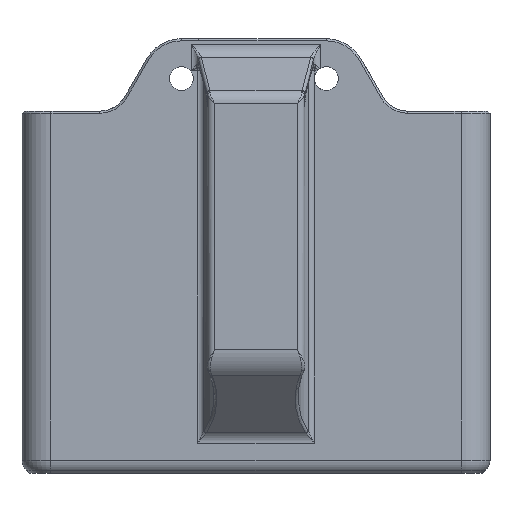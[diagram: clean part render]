
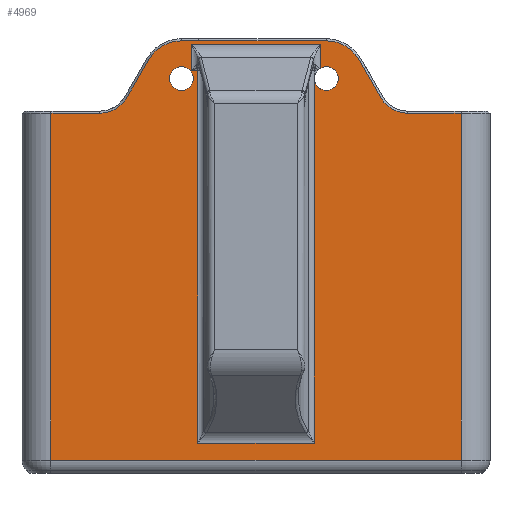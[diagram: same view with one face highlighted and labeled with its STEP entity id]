
A CAD part, front view. The second image highlights one B-rep face of the part: STEP entity #4969.
In plain terms, the highlighted planar face has unit normal (0, -1, 0).
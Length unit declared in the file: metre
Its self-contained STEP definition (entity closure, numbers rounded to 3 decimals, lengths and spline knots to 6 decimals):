
#253=CIRCLE('',#5336,0.0052);
#254=CIRCLE('',#5337,0.0043);
#255=CIRCLE('',#5338,0.0043);
#256=CIRCLE('',#5339,0.0052);
#257=CIRCLE('',#5340,0.00165);
#258=CIRCLE('',#5341,0.00165);
#700=ORIENTED_EDGE('',*,*,#2252,.T.);
#701=ORIENTED_EDGE('',*,*,#2253,.T.);
#702=ORIENTED_EDGE('',*,*,#2254,.T.);
#703=ORIENTED_EDGE('',*,*,#2255,.T.);
#704=ORIENTED_EDGE('',*,*,#2256,.T.);
#705=ORIENTED_EDGE('',*,*,#2257,.T.);
#706=ORIENTED_EDGE('',*,*,#2258,.T.);
#707=ORIENTED_EDGE('',*,*,#2259,.T.);
#708=ORIENTED_EDGE('',*,*,#2260,.T.);
#709=ORIENTED_EDGE('',*,*,#2261,.T.);
#710=ORIENTED_EDGE('',*,*,#2262,.T.);
#711=ORIENTED_EDGE('',*,*,#2263,.T.);
#712=ORIENTED_EDGE('',*,*,#2264,.T.);
#713=ORIENTED_EDGE('',*,*,#2265,.T.);
#714=ORIENTED_EDGE('',*,*,#2266,.F.);
#715=ORIENTED_EDGE('',*,*,#2267,.T.);
#716=ORIENTED_EDGE('',*,*,#2268,.T.);
#717=ORIENTED_EDGE('',*,*,#2269,.F.);
#718=ORIENTED_EDGE('',*,*,#2270,.T.);
#719=ORIENTED_EDGE('',*,*,#2271,.T.);
#720=ORIENTED_EDGE('',*,*,#2272,.T.);
#721=ORIENTED_EDGE('',*,*,#2273,.T.);
#722=ORIENTED_EDGE('',*,*,#2274,.T.);
#2252=EDGE_CURVE('',#3028,#3029,#253,.F.);
#2253=EDGE_CURVE('',#3029,#3030,#3457,.T.);
#2254=EDGE_CURVE('',#3030,#3031,#3458,.T.);
#2255=EDGE_CURVE('',#3031,#3032,#254,.T.);
#2256=EDGE_CURVE('',#3032,#3033,#3459,.T.);
#2257=EDGE_CURVE('',#3033,#3034,#3460,.F.);
#2258=EDGE_CURVE('',#3034,#3035,#3461,.T.);
#2259=EDGE_CURVE('',#3035,#3036,#3462,.T.);
#2260=EDGE_CURVE('',#3036,#3037,#3463,.T.);
#2261=EDGE_CURVE('',#3037,#3038,#255,.T.);
#2262=EDGE_CURVE('',#3038,#3039,#3464,.T.);
#2263=EDGE_CURVE('',#3039,#3040,#256,.F.);
#2264=EDGE_CURVE('',#3040,#3041,#3465,.T.);
#2265=EDGE_CURVE('',#3041,#3028,#3466,.T.);
#2266=EDGE_CURVE('',#3042,#3042,#257,.T.);
#2267=EDGE_CURVE('',#3043,#3044,#3467,.T.);
#2268=EDGE_CURVE('',#3044,#3045,#3468,.T.);
#2269=EDGE_CURVE('',#3046,#3045,#258,.T.);
#2270=EDGE_CURVE('',#3046,#3047,#3469,.F.);
#2271=EDGE_CURVE('',#3047,#3048,#3470,.F.);
#2272=EDGE_CURVE('',#3048,#3049,#3471,.T.);
#2273=EDGE_CURVE('',#3049,#3050,#3472,.T.);
#2274=EDGE_CURVE('',#3050,#3043,#3473,.T.);
#3028=VERTEX_POINT('',#7465);
#3029=VERTEX_POINT('',#7466);
#3030=VERTEX_POINT('',#7468);
#3031=VERTEX_POINT('',#7470);
#3032=VERTEX_POINT('',#7472);
#3033=VERTEX_POINT('',#7474);
#3034=VERTEX_POINT('',#7476);
#3035=VERTEX_POINT('',#7478);
#3036=VERTEX_POINT('',#7480);
#3037=VERTEX_POINT('',#7482);
#3038=VERTEX_POINT('',#7484);
#3039=VERTEX_POINT('',#7486);
#3040=VERTEX_POINT('',#7488);
#3041=VERTEX_POINT('',#7490);
#3042=VERTEX_POINT('',#7493);
#3043=VERTEX_POINT('',#7495);
#3044=VERTEX_POINT('',#7496);
#3045=VERTEX_POINT('',#7498);
#3046=VERTEX_POINT('',#7500);
#3047=VERTEX_POINT('',#7502);
#3048=VERTEX_POINT('',#7504);
#3049=VERTEX_POINT('',#7506);
#3050=VERTEX_POINT('',#7508);
#3457=LINE('',#7467,#3820);
#3458=LINE('',#7469,#3821);
#3459=LINE('',#7473,#3822);
#3460=LINE('',#7475,#3823);
#3461=LINE('',#7477,#3824);
#3462=LINE('',#7479,#3825);
#3463=LINE('',#7481,#3826);
#3464=LINE('',#7485,#3827);
#3465=LINE('',#7489,#3828);
#3466=LINE('',#7491,#3829);
#3467=LINE('',#7494,#3830);
#3468=LINE('',#7497,#3831);
#3469=LINE('',#7501,#3832);
#3470=LINE('',#7503,#3833);
#3471=LINE('',#7505,#3834);
#3472=LINE('',#7507,#3835);
#3473=LINE('',#7509,#3836);
#3820=VECTOR('',#5927,1.);
#3821=VECTOR('',#5928,1.);
#3822=VECTOR('',#5931,1.);
#3823=VECTOR('',#5932,1.);
#3824=VECTOR('',#5933,1.);
#3825=VECTOR('',#5934,1.);
#3826=VECTOR('',#5935,1.);
#3827=VECTOR('',#5938,1.);
#3828=VECTOR('',#5941,1.);
#3829=VECTOR('',#5942,1.);
#3830=VECTOR('',#5945,1.);
#3831=VECTOR('',#5946,1.);
#3832=VECTOR('',#5949,1.);
#3833=VECTOR('',#5950,1.);
#3834=VECTOR('',#5951,1.);
#3835=VECTOR('',#5952,1.);
#3836=VECTOR('',#5953,1.);
#4170=EDGE_LOOP('',(#700,#701,#702,#703,#704,#705,#706,#707,#708,#709,#710,
#711,#712,#713));
#4171=EDGE_LOOP('',(#714));
#4172=EDGE_LOOP('',(#715,#716,#717,#718,#719,#720,#721,#722));
#4518=FACE_BOUND('',#4170,.T.);
#4519=FACE_BOUND('',#4171,.T.);
#4520=FACE_BOUND('',#4172,.T.);
#4863=PLANE('',#5335);
#4969=ADVANCED_FACE('',(#4518,#4519,#4520),#4863,.F.);
#5335=AXIS2_PLACEMENT_3D('',#7463,#5923,#5924);
#5336=AXIS2_PLACEMENT_3D('',#7464,#5925,#5926);
#5337=AXIS2_PLACEMENT_3D('',#7471,#5929,#5930);
#5338=AXIS2_PLACEMENT_3D('',#7483,#5936,#5937);
#5339=AXIS2_PLACEMENT_3D('',#7487,#5939,#5940);
#5340=AXIS2_PLACEMENT_3D('',#7492,#5943,#5944);
#5341=AXIS2_PLACEMENT_3D('',#7499,#5947,#5948);
#5923=DIRECTION('',(0.,1.,0.));
#5924=DIRECTION('',(-1.,0.,0.));
#5925=DIRECTION('',(0.,1.,0.));
#5926=DIRECTION('',(-1.,0.,0.));
#5927=DIRECTION('',(-0.5,0.,-0.866));
#5928=DIRECTION('',(-0.5,0.,-0.866));
#5929=DIRECTION('',(0.,1.,0.));
#5930=DIRECTION('',(-1.,0.,0.));
#5931=DIRECTION('',(-1.,0.,0.));
#5932=DIRECTION('',(0.,0.,1.));
#5933=DIRECTION('',(1.,0.,0.));
#5934=DIRECTION('',(0.,0.,1.));
#5935=DIRECTION('',(-1.,0.,0.));
#5936=DIRECTION('',(0.,1.,0.));
#5937=DIRECTION('',(-1.,0.,0.));
#5938=DIRECTION('',(-0.5,0.,0.866));
#5939=DIRECTION('',(0.,1.,0.));
#5940=DIRECTION('',(-1.,0.,0.));
#5941=DIRECTION('',(-1.,0.,0.));
#5942=DIRECTION('',(-1.,0.,0.));
#5943=DIRECTION('',(0.,-1.,0.));
#5944=DIRECTION('',(1.,0.,0.));
#5945=DIRECTION('',(1.,0.,0.));
#5946=DIRECTION('',(0.,0.,-1.));
#5947=DIRECTION('',(0.,-1.,0.));
#5948=DIRECTION('',(1.,0.,0.));
#5949=DIRECTION('',(0.,0.,1.));
#5950=DIRECTION('',(1.,0.,0.));
#5951=DIRECTION('',(0.,0.,1.));
#5952=DIRECTION('',(-1.,0.,0.));
#5953=DIRECTION('',(0.,0.,1.));
#7463=CARTESIAN_POINT('',(-0.06,-0.0215,-0.06));
#7464=CARTESIAN_POINT('',(-0.038,-0.0215,-0.0055));
#7465=CARTESIAN_POINT('',(-0.038,-0.0215,-0.0003));
#7466=CARTESIAN_POINT('',(-0.042503,-0.0215,-0.0029));
#7467=CARTESIAN_POINT('',(-0.071603,-0.0215,-0.053301));
#7468=CARTESIAN_POINT('',(-0.04458,-0.0215,-0.006497));
#7469=CARTESIAN_POINT('',(-0.071603,-0.0215,-0.053301));
#7470=CARTESIAN_POINT('',(-0.045534,-0.0215,-0.00815));
#7471=CARTESIAN_POINT('',(-0.049258,-0.0215,-0.006));
#7472=CARTESIAN_POINT('',(-0.049258,-0.0215,-0.0103));
#7473=CARTESIAN_POINT('',(-0.06,-0.0215,-0.0103));
#7474=CARTESIAN_POINT('',(-0.056,-0.0215,-0.0103));
#7475=CARTESIAN_POINT('',(-0.056,-0.0215,-0.06));
#7476=CARTESIAN_POINT('',(-0.056,-0.0215,-0.058172));
#7477=CARTESIAN_POINT('',(0.0006,-0.0215,-0.058172));
#7478=CARTESIAN_POINT('',(0.0006,-0.0215,-0.058172));
#7479=CARTESIAN_POINT('',(0.0006,-0.0215,-0.06));
#7480=CARTESIAN_POINT('',(0.0006,-0.0215,-0.0103));
#7481=CARTESIAN_POINT('',(-0.06,-0.0215,-0.0103));
#7482=CARTESIAN_POINT('',(-0.006742,-0.0215,-0.0103));
#7483=CARTESIAN_POINT('',(-0.006742,-0.0215,-0.006));
#7484=CARTESIAN_POINT('',(-0.010466,-0.0215,-0.00815));
#7485=CARTESIAN_POINT('',(-0.000397,-0.0215,-0.025588));
#7486=CARTESIAN_POINT('',(-0.013497,-0.0215,-0.0029));
#7487=CARTESIAN_POINT('',(-0.018,-0.0215,-0.0055));
#7488=CARTESIAN_POINT('',(-0.018,-0.0215,-0.0003));
#7489=CARTESIAN_POINT('',(-0.06,-0.0215,-0.0003));
#7490=CARTESIAN_POINT('',(-0.0356,-0.0215,-0.0003));
#7491=CARTESIAN_POINT('',(-0.06,-0.0215,-0.0003));
#7492=CARTESIAN_POINT('',(-0.038,-0.0215,-0.0055));
#7493=CARTESIAN_POINT('',(-0.03635,-0.0215,-0.0055));
#7494=CARTESIAN_POINT('',(-0.018779,-0.0215,-0.000845));
#7495=CARTESIAN_POINT('',(-0.036621,-0.0215,-0.000845));
#7496=CARTESIAN_POINT('',(-0.018779,-0.0215,-0.000845));
#7497=CARTESIAN_POINT('',(-0.018779,-0.0215,-0.06));
#7498=CARTESIAN_POINT('',(-0.018779,-0.0215,-0.004046));
#7499=CARTESIAN_POINT('',(-0.018,-0.0215,-0.0055));
#7500=CARTESIAN_POINT('',(-0.019645,-0.0215,-0.005634));
#7501=CARTESIAN_POINT('',(-0.019645,-0.0215,-0.06));
#7502=CARTESIAN_POINT('',(-0.019645,-0.0215,-0.055828));
#7503=CARTESIAN_POINT('',(-0.06,-0.0215,-0.055828));
#7504=CARTESIAN_POINT('',(-0.035755,-0.0215,-0.055828));
#7505=CARTESIAN_POINT('',(-0.035755,-0.0215,-0.06));
#7506=CARTESIAN_POINT('',(-0.035755,-0.0215,-0.004439));
#7507=CARTESIAN_POINT('',(-0.06,-0.0215,-0.004439));
#7508=CARTESIAN_POINT('',(-0.036621,-0.0215,-0.004439));
#7509=CARTESIAN_POINT('',(-0.036621,-0.0215,-0.06));
